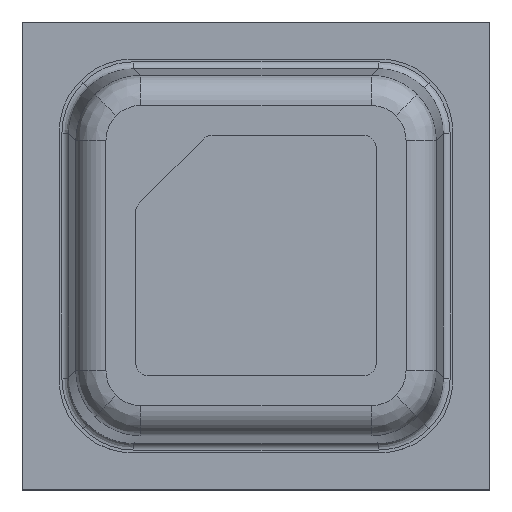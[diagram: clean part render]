
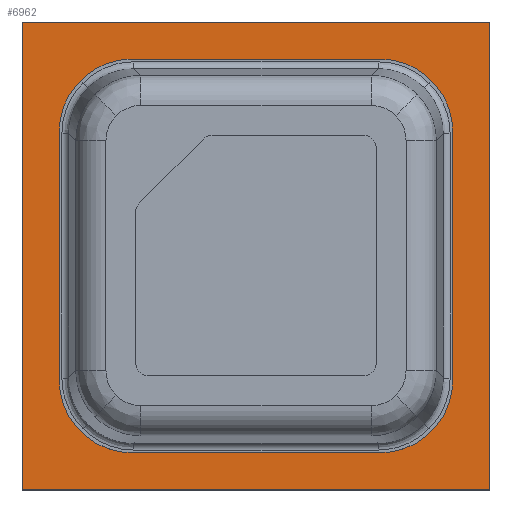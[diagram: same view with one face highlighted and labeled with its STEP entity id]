
A CAD part, top view. The second image highlights one B-rep face of the part: STEP entity #6962.
In plain terms, the highlighted planar face has unit normal (0, 0, 1).
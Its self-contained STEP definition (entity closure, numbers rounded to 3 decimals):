
#15 = DIRECTION ( 'NONE',  ( 0., 1., 0. ) ) ;
#155 = ORIENTED_EDGE ( 'NONE', *, *, #6368, .T. ) ;
#237 = VECTOR ( 'NONE', #674, 1000. ) ;
#265 = CARTESIAN_POINT ( 'NONE',  ( 2.67, -2.67, 0. ) ) ;
#344 = VECTOR ( 'NONE', #3293, 1000. ) ;
#392 = LINE ( 'NONE', #4190, #6993 ) ;
#446 = LINE ( 'NONE', #3638, #4946 ) ;
#449 = ORIENTED_EDGE ( 'NONE', *, *, #4160, .F. ) ;
#458 = LINE ( 'NONE', #5669, #4183 ) ;
#664 = VERTEX_POINT ( 'NONE', #4725 ) ;
#674 = DIRECTION ( 'NONE',  ( 1., 0., 0. ) ) ;
#715 = DIRECTION ( 'NONE',  ( 0., -1., 0. ) ) ;
#723 = DIRECTION ( 'NONE',  ( 0., 0., -1. ) ) ;
#813 = LINE ( 'NONE', #1357, #2495 ) ;
#1090 = AXIS2_PLACEMENT_3D ( 'NONE', #6126, #5421, #7310 ) ;
#1149 = DIRECTION ( 'NONE',  ( 0., 1., 0. ) ) ;
#1195 = DIRECTION ( 'NONE',  ( 0., 0., -1. ) ) ;
#1260 = EDGE_CURVE ( 'NONE', #3699, #4362, #7349, .T. ) ;
#1357 = CARTESIAN_POINT ( 'NONE',  ( 4.25, 4.25, 0. ) ) ;
#1444 = FACE_OUTER_BOUND ( 'NONE', #2936, .T. ) ;
#1505 = ORIENTED_EDGE ( 'NONE', *, *, #1778, .F. ) ;
#1520 = FACE_BOUND ( 'NONE', #2957, .T. ) ;
#1576 = DIRECTION ( 'NONE',  ( 0., 1., 0. ) ) ;
#1635 = ORIENTED_EDGE ( 'NONE', *, *, #8075, .T. ) ;
#1664 = EDGE_CURVE ( 'NONE', #2500, #6489, #3201, .T. ) ;
#1778 = EDGE_CURVE ( 'NONE', #664, #4833, #8186, .T. ) ;
#1861 = CARTESIAN_POINT ( 'NONE',  ( -4.25, -2.67, 0. ) ) ;
#1898 = CARTESIAN_POINT ( 'NONE',  ( 2.67, 2.67, 0. ) ) ;
#2103 = AXIS2_PLACEMENT_3D ( 'NONE', #265, #5446, #7986 ) ;
#2113 = VECTOR ( 'NONE', #1576, 1000. ) ;
#2265 = EDGE_CURVE ( 'NONE', #7452, #6903, #5085, .T. ) ;
#2330 = CARTESIAN_POINT ( 'NONE',  ( 2.67, 4.25, 0. ) ) ;
#2449 = DIRECTION ( 'NONE',  ( 1., 0., 0. ) ) ;
#2461 = VERTEX_POINT ( 'NONE', #7851 ) ;
#2495 = VECTOR ( 'NONE', #715, 1000. ) ;
#2500 = VERTEX_POINT ( 'NONE', #4610 ) ;
#2521 = LINE ( 'NONE', #3252, #344 ) ;
#2590 = VERTEX_POINT ( 'NONE', #7469 ) ;
#2709 = EDGE_CURVE ( 'NONE', #6489, #2590, #446, .T. ) ;
#2936 = EDGE_LOOP ( 'NONE', ( #5551, #449, #7530, #1505 ) ) ;
#2957 = EDGE_LOOP ( 'NONE', ( #8103, #3180, #3270, #6531, #8255, #1635, #7760, #155 ) ) ;
#2970 = LINE ( 'NONE', #5545, #6253 ) ;
#3180 = ORIENTED_EDGE ( 'NONE', *, *, #4342, .T. ) ;
#3201 = CIRCLE ( 'NONE', #2103, 1.58 ) ;
#3208 = EDGE_CURVE ( 'NONE', #2590, #6378, #5635, .T. ) ;
#3252 = CARTESIAN_POINT ( 'NONE',  ( -4.25, 4.25, 0. ) ) ;
#3267 = DIRECTION ( 'NONE',  ( 0., 0., -1. ) ) ;
#3270 = ORIENTED_EDGE ( 'NONE', *, *, #1664, .T. ) ;
#3293 = DIRECTION ( 'NONE',  ( 0., 1., 0. ) ) ;
#3361 = CARTESIAN_POINT ( 'NONE',  ( 4.25, 2.67, 0. ) ) ;
#3505 = CARTESIAN_POINT ( 'NONE',  ( 5.05, -5.05, 0. ) ) ;
#3524 = PLANE ( 'NONE',  #1090 ) ;
#3638 = CARTESIAN_POINT ( 'NONE',  ( -4.25, -4.25, 0. ) ) ;
#3699 = VERTEX_POINT ( 'NONE', #2330 ) ;
#4145 = AXIS2_PLACEMENT_3D ( 'NONE', #6935, #1195, #1149 ) ;
#4160 = EDGE_CURVE ( 'NONE', #2461, #5036, #2970, .T. ) ;
#4183 = VECTOR ( 'NONE', #2449, 1000. ) ;
#4190 = CARTESIAN_POINT ( 'NONE',  ( 5.05, -5.05, 0. ) ) ;
#4342 = EDGE_CURVE ( 'NONE', #4362, #2500, #813, .T. ) ;
#4362 = VERTEX_POINT ( 'NONE', #3361 ) ;
#4550 = CARTESIAN_POINT ( 'NONE',  ( -2.67, 4.25, 0. ) ) ;
#4610 = CARTESIAN_POINT ( 'NONE',  ( 4.25, -2.67, 0. ) ) ;
#4725 = CARTESIAN_POINT ( 'NONE',  ( -5.05, -5.05, 0. ) ) ;
#4833 = VERTEX_POINT ( 'NONE', #6120 ) ;
#4928 = DIRECTION ( 'NONE',  ( -1., 0., 0. ) ) ;
#4946 = VECTOR ( 'NONE', #4928, 1000. ) ;
#4956 = DIRECTION ( 'NONE',  ( -1., 0., 0. ) ) ;
#5036 = VERTEX_POINT ( 'NONE', #3505 ) ;
#5073 = LINE ( 'NONE', #7101, #237 ) ;
#5085 = CIRCLE ( 'NONE', #7766, 1.58 ) ;
#5421 = DIRECTION ( 'NONE',  ( 0., 0., 1. ) ) ;
#5446 = DIRECTION ( 'NONE',  ( 0., 0., -1. ) ) ;
#5545 = CARTESIAN_POINT ( 'NONE',  ( 5.05, 5.05, 0. ) ) ;
#5551 = ORIENTED_EDGE ( 'NONE', *, *, #6204, .F. ) ;
#5552 = CARTESIAN_POINT ( 'NONE',  ( -5.05, -5.05, 0. ) ) ;
#5635 = CIRCLE ( 'NONE', #4145, 1.58 ) ;
#5669 = CARTESIAN_POINT ( 'NONE',  ( -5.05, 5.05, 0. ) ) ;
#5889 = DIRECTION ( 'NONE',  ( 0., 1., 0. ) ) ;
#6120 = CARTESIAN_POINT ( 'NONE',  ( -5.05, 5.05, 0. ) ) ;
#6126 = CARTESIAN_POINT ( 'NONE',  ( -5.05, -5.05, 0. ) ) ;
#6137 = DIRECTION ( 'NONE',  ( 0., -1., 0. ) ) ;
#6142 = AXIS2_PLACEMENT_3D ( 'NONE', #1898, #3267, #15 ) ;
#6204 = EDGE_CURVE ( 'NONE', #5036, #664, #392, .T. ) ;
#6253 = VECTOR ( 'NONE', #6137, 1000. ) ;
#6368 = EDGE_CURVE ( 'NONE', #6903, #3699, #5073, .T. ) ;
#6378 = VERTEX_POINT ( 'NONE', #1861 ) ;
#6489 = VERTEX_POINT ( 'NONE', #7780 ) ;
#6524 = CARTESIAN_POINT ( 'NONE',  ( -2.67, 2.67, 0. ) ) ;
#6531 = ORIENTED_EDGE ( 'NONE', *, *, #2709, .T. ) ;
#6903 = VERTEX_POINT ( 'NONE', #4550 ) ;
#6935 = CARTESIAN_POINT ( 'NONE',  ( -2.67, -2.67, 0. ) ) ;
#6962 = ADVANCED_FACE ( 'NONE', ( #1520, #1444 ), #3524, .T. ) ;
#6993 = VECTOR ( 'NONE', #4956, 1000. ) ;
#7046 = EDGE_CURVE ( 'NONE', #4833, #2461, #458, .T. ) ;
#7101 = CARTESIAN_POINT ( 'NONE',  ( -4.25, 4.25, 0. ) ) ;
#7310 = DIRECTION ( 'NONE',  ( 1., 0., 0. ) ) ;
#7349 = CIRCLE ( 'NONE', #6142, 1.58 ) ;
#7452 = VERTEX_POINT ( 'NONE', #8148 ) ;
#7469 = CARTESIAN_POINT ( 'NONE',  ( -2.67, -4.25, 0. ) ) ;
#7530 = ORIENTED_EDGE ( 'NONE', *, *, #7046, .F. ) ;
#7760 = ORIENTED_EDGE ( 'NONE', *, *, #2265, .T. ) ;
#7766 = AXIS2_PLACEMENT_3D ( 'NONE', #6524, #723, #5889 ) ;
#7780 = CARTESIAN_POINT ( 'NONE',  ( 2.67, -4.25, 0. ) ) ;
#7851 = CARTESIAN_POINT ( 'NONE',  ( 5.05, 5.05, 0. ) ) ;
#7986 = DIRECTION ( 'NONE',  ( 0., 1., 0. ) ) ;
#8075 = EDGE_CURVE ( 'NONE', #6378, #7452, #2521, .T. ) ;
#8103 = ORIENTED_EDGE ( 'NONE', *, *, #1260, .T. ) ;
#8148 = CARTESIAN_POINT ( 'NONE',  ( -4.25, 2.67, 0. ) ) ;
#8186 = LINE ( 'NONE', #5552, #2113 ) ;
#8255 = ORIENTED_EDGE ( 'NONE', *, *, #3208, .T. ) ;
